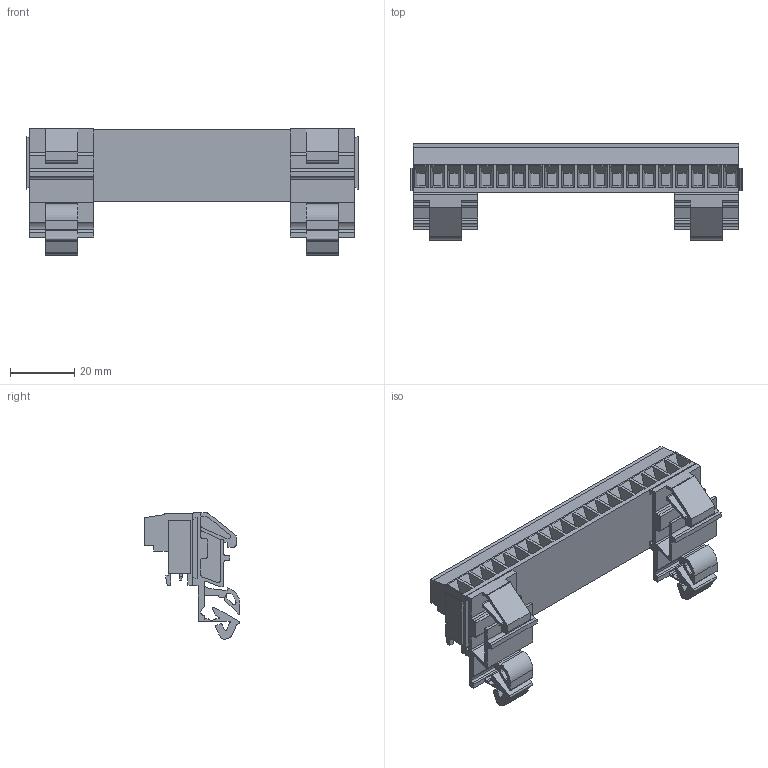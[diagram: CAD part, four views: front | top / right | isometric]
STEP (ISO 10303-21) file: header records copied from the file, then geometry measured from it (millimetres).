
FILE_DESCRIPTION(('CATIA V5 STEP Exchange','CAx-IF Rec.Pracs.--- Model Styling and Organization---1.2---2011-12-15'),'2;1');
FILE_NAME ('D1457438_0_1846110000_1846110000.stp','2018-11-24T06:57:03+00:00',('none'),('Weidmueller'),'CATIA Version 5-6 Release 2014','CATIA V5 STEP AP214','none');
FILE_SCHEMA(('AUTOMOTIVE_DESIGN { 1 0 10303 214 1 1 1 1 }'));
Length unit declared in the file: millimetre
Products named in the file (1): 1846110000
Bounding box: 103.6 x 29.95 x 39.4 mm (x, y, z)
Volume: 24612.8 mm3; surface area: 20280.2 mm2
Topology: 21 solids, 21 shells, 912 faces, 2518 edges, 1650 vertices
Faces by surface type: plane 732, cylinder 180
Entity records: 26023 total; most frequent: ORIENTED_EDGE 5036, CARTESIAN_POINT 4728, DIRECTION 3324, EDGE_CURVE 2518, VECTOR 2004, LINE 2004, VERTEX_POINT 1650, EDGE_LOOP 958
